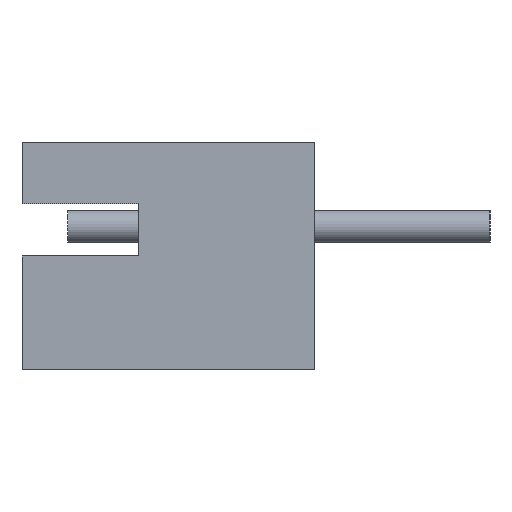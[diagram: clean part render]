
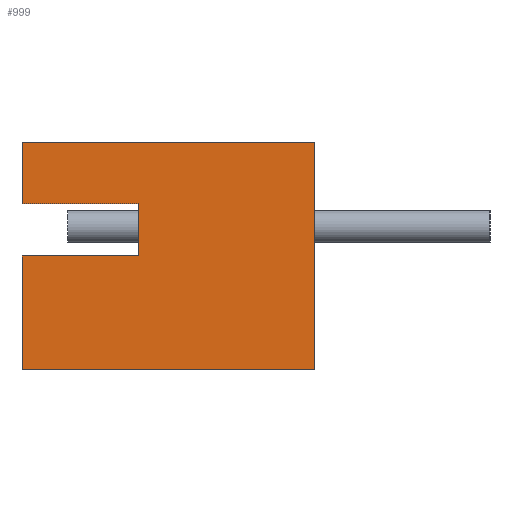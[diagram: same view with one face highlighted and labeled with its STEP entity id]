
A CAD part, left-side view. The second image highlights one B-rep face of the part: STEP entity #999.
In plain terms, the highlighted planar face has unit normal (-1, 0, 0).
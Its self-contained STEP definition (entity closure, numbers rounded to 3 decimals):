
#441 = VERTEX_POINT ( 'NONE', #2046 ) ;
#493 = EDGE_CURVE ( 'NONE', #441, #494, #2236, .T. ) ;
#494 = VERTEX_POINT ( 'NONE', #2227 ) ;
#622 = EDGE_CURVE ( 'NONE', #655, #623, #2560, .T. ) ;
#623 = VERTEX_POINT ( 'NONE', #2556 ) ;
#654 = EDGE_CURVE ( 'NONE', #705, #655, #2814, .T. ) ;
#655 = VERTEX_POINT ( 'NONE', #2810 ) ;
#704 = EDGE_CURVE ( 'NONE', #494, #705, #2727, .T. ) ;
#705 = VERTEX_POINT ( 'NONE', #2723 ) ;
#911 = EDGE_CURVE ( 'NONE', #623, #912, #3426, .T. ) ;
#912 = VERTEX_POINT ( 'NONE', #3418 ) ;
#939 = VERTEX_POINT ( 'NONE', #3371 ) ;
#940 = ORIENTED_EDGE ( 'NONE', *, *, #941, .T. ) ;
#941 = EDGE_CURVE ( 'NONE', #939, #912, #3369, .T. ) ;
#942 = ORIENTED_EDGE ( 'NONE', *, *, #911, .F. ) ;
#943 = ORIENTED_EDGE ( 'NONE', *, *, #622, .F. ) ;
#944 = ORIENTED_EDGE ( 'NONE', *, *, #654, .F. ) ;
#945 = ORIENTED_EDGE ( 'NONE', *, *, #704, .F. ) ;
#946 = ORIENTED_EDGE ( 'NONE', *, *, #493, .F. ) ;
#999 = ADVANCED_FACE ( 'NONE', ( #3507 ), #3492, .T. ) ;
#1000 = EDGE_LOOP ( 'NONE', ( #1001, #1004, #940, #942, #943, #944, #945, #946 ) ) ;
#1001 = ORIENTED_EDGE ( 'NONE', *, *, #1002, .T. ) ;
#1002 = EDGE_CURVE ( 'NONE', #441, #1003, #3713, .T. ) ;
#1003 = VERTEX_POINT ( 'NONE', #3791 ) ;
#1004 = ORIENTED_EDGE ( 'NONE', *, *, #1005, .T. ) ;
#1005 = EDGE_CURVE ( 'NONE', #1003, #939, #3790, .T. ) ;
#2046 = CARTESIAN_POINT ( 'NONE',  ( -8.25, 4.5, -0.95 ) ) ;
#2227 = CARTESIAN_POINT ( 'NONE',  ( -8.25, 4.5, 0. ) ) ;
#2229 = DIRECTION ( 'NONE',  ( 0., 0., 1. ) ) ;
#2230 = VECTOR ( 'NONE', #2229, 1000. ) ;
#2231 = CARTESIAN_POINT ( 'NONE',  ( -8.25, 4.5, 0. ) ) ;
#2236 = LINE ( 'NONE', #2231, #2230 ) ;
#2556 = CARTESIAN_POINT ( 'NONE',  ( -8.25, 4.5, -3.5 ) ) ;
#2557 = DIRECTION ( 'NONE',  ( 0., 1., 0. ) ) ;
#2558 = VECTOR ( 'NONE', #2557, 1000. ) ;
#2559 = CARTESIAN_POINT ( 'NONE',  ( -8.25, 0., -3.5 ) ) ;
#2560 = LINE ( 'NONE', #2559, #2558 ) ;
#2723 = CARTESIAN_POINT ( 'NONE',  ( -8.25, 0., 0. ) ) ;
#2724 = DIRECTION ( 'NONE',  ( 0., -1., 0. ) ) ;
#2725 = VECTOR ( 'NONE', #2724, 1000. ) ;
#2726 = CARTESIAN_POINT ( 'NONE',  ( -8.25, 0., 0. ) ) ;
#2727 = LINE ( 'NONE', #2726, #2725 ) ;
#2810 = CARTESIAN_POINT ( 'NONE',  ( -8.25, 0., -3.5 ) ) ;
#2811 = DIRECTION ( 'NONE',  ( 0., 0., -1. ) ) ;
#2812 = VECTOR ( 'NONE', #2811, 1000. ) ;
#2813 = CARTESIAN_POINT ( 'NONE',  ( -8.25, 0., 0. ) ) ;
#2814 = LINE ( 'NONE', #2813, #2812 ) ;
#3063 = DIRECTION ( 'NONE',  ( 0., 0., 1. ) ) ;
#3366 = DIRECTION ( 'NONE',  ( 0., 1., 0. ) ) ;
#3367 = VECTOR ( 'NONE', #3366, 1000. ) ;
#3368 = CARTESIAN_POINT ( 'NONE',  ( -8.25, 4.5, -1.75 ) ) ;
#3369 = LINE ( 'NONE', #3368, #3367 ) ;
#3371 = CARTESIAN_POINT ( 'NONE',  ( -8.25, 2.7, -1.75 ) ) ;
#3418 = CARTESIAN_POINT ( 'NONE',  ( -8.25, 4.5, -1.75 ) ) ;
#3419 = DIRECTION ( 'NONE',  ( 0., 0., 1. ) ) ;
#3420 = VECTOR ( 'NONE', #3419, 1000. ) ;
#3421 = CARTESIAN_POINT ( 'NONE',  ( -8.25, 4.5, 0. ) ) ;
#3426 = LINE ( 'NONE', #3421, #3420 ) ;
#3489 = DIRECTION ( 'NONE',  ( -1., 0., 0. ) ) ;
#3490 = CARTESIAN_POINT ( 'NONE',  ( -8.25, 4.5, 0. ) ) ;
#3491 = AXIS2_PLACEMENT_3D ( 'NONE', #3490, #3489, #3063 ) ;
#3492 = PLANE ( 'NONE',  #3491 ) ;
#3507 = FACE_OUTER_BOUND ( 'NONE', #1000, .T. ) ;
#3710 = DIRECTION ( 'NONE',  ( 0., -1., 0. ) ) ;
#3711 = VECTOR ( 'NONE', #3710, 1000. ) ;
#3712 = CARTESIAN_POINT ( 'NONE',  ( -8.25, 4.5, -0.95 ) ) ;
#3713 = LINE ( 'NONE', #3712, #3711 ) ;
#3787 = DIRECTION ( 'NONE',  ( 0., 0., -1. ) ) ;
#3788 = VECTOR ( 'NONE', #3787, 1000. ) ;
#3789 = CARTESIAN_POINT ( 'NONE',  ( -8.25, 2.7, -0.95 ) ) ;
#3790 = LINE ( 'NONE', #3789, #3788 ) ;
#3791 = CARTESIAN_POINT ( 'NONE',  ( -8.25, 2.7, -0.95 ) ) ;
